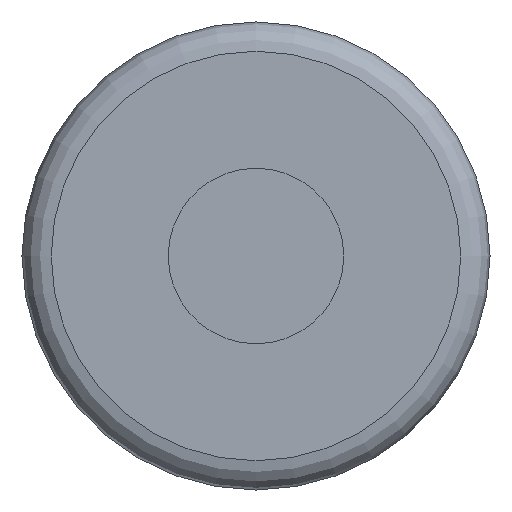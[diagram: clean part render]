
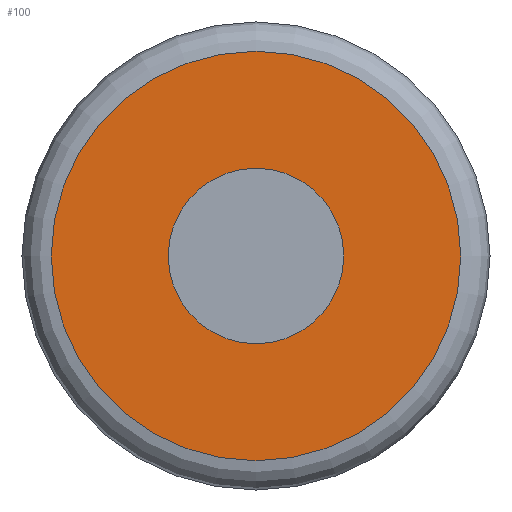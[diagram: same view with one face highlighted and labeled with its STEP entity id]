
A CAD part, front view. The second image highlights one B-rep face of the part: STEP entity #100.
In plain terms, the highlighted planar face has unit normal (0, -1, 0).
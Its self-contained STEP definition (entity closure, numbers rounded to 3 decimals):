
#16=PLANE('',#116);
#26=FACE_BOUND('',#47,.T.);
#33=FACE_OUTER_BOUND('',#46,.T.);
#46=EDGE_LOOP('',(#86));
#47=EDGE_LOOP('',(#87));
#58=CIRCLE('',#115,3.5);
#59=CIRCLE('',#117,1.5);
#66=VERTEX_POINT('',#173);
#67=VERTEX_POINT('',#176);
#74=EDGE_CURVE('',#66,#66,#58,.T.);
#75=EDGE_CURVE('',#67,#67,#59,.T.);
#86=ORIENTED_EDGE('',*,*,#74,.F.);
#87=ORIENTED_EDGE('',*,*,#75,.T.);
#100=ADVANCED_FACE('',(#33,#26),#16,.F.);
#115=AXIS2_PLACEMENT_3D('',#174,#142,#143);
#116=AXIS2_PLACEMENT_3D('',#175,#144,#145);
#117=AXIS2_PLACEMENT_3D('',#177,#146,#147);
#142=DIRECTION('center_axis',(0.,1.,0.));
#143=DIRECTION('ref_axis',(1.,0.,0.));
#144=DIRECTION('center_axis',(0.,1.,0.));
#145=DIRECTION('ref_axis',(0.,0.,1.));
#146=DIRECTION('center_axis',(0.,1.,0.));
#147=DIRECTION('ref_axis',(-1.,0.,0.));
#173=CARTESIAN_POINT('',(-3.5,-164.95,0.));
#174=CARTESIAN_POINT('Origin',(0.,-164.95,0.));
#175=CARTESIAN_POINT('Origin',(0.,-164.95,0.));
#176=CARTESIAN_POINT('',(1.5,-164.95,0.));
#177=CARTESIAN_POINT('Origin',(0.,-164.95,0.));
